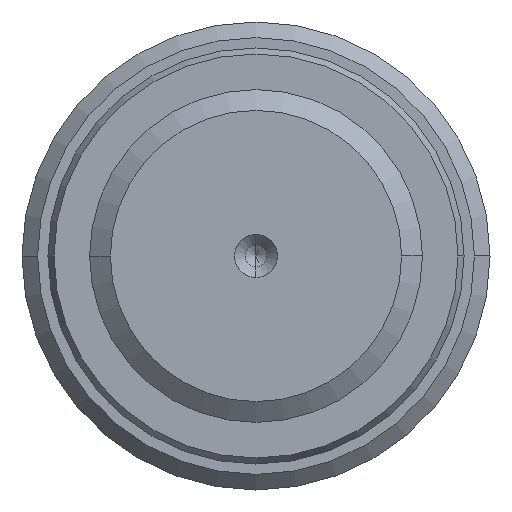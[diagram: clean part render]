
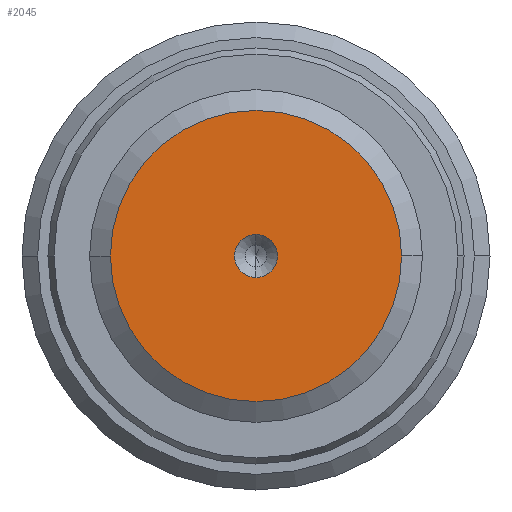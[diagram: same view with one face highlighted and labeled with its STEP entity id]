
A CAD part, left-side view. The second image highlights one B-rep face of the part: STEP entity #2045.
In plain terms, the highlighted planar face has unit normal (-1, 0, 0).
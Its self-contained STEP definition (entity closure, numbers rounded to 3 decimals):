
#4 = CARTESIAN_POINT ( 'NONE',  ( 0., 0., 0. ) ) ;
#23 = FACE_OUTER_BOUND ( 'NONE', #63, .T. ) ;
#50 = CIRCLE ( 'NONE', #1407, 14. ) ;
#63 = EDGE_LOOP ( 'NONE', ( #2161, #109 ) ) ;
#109 = ORIENTED_EDGE ( 'NONE', *, *, #2112, .T. ) ;
#160 = AXIS2_PLACEMENT_3D ( 'NONE', #1650, #2004, #659 ) ;
#191 = CARTESIAN_POINT ( 'NONE',  ( 0., 0., 0. ) ) ;
#357 = CARTESIAN_POINT ( 'NONE',  ( 0., 0., 0. ) ) ;
#486 = VERTEX_POINT ( 'NONE', #2235 ) ;
#562 = DIRECTION ( 'NONE',  ( 1., 0., 0. ) ) ;
#588 = AXIS2_PLACEMENT_3D ( 'NONE', #610, #562, #2328 ) ;
#610 = CARTESIAN_POINT ( 'NONE',  ( 0., 0., 0. ) ) ;
#659 = DIRECTION ( 'NONE',  ( 0., -1., 0. ) ) ;
#747 = DIRECTION ( 'NONE',  ( 0., -1., 0. ) ) ;
#872 = VERTEX_POINT ( 'NONE', #1430 ) ;
#908 = DIRECTION ( 'NONE',  ( -1., 0., 0. ) ) ;
#919 = DIRECTION ( 'NONE',  ( -1., 0., 0. ) ) ;
#1026 = AXIS2_PLACEMENT_3D ( 'NONE', #4, #908, #747 ) ;
#1153 = ORIENTED_EDGE ( 'NONE', *, *, #1244, .T. ) ;
#1161 = DIRECTION ( 'NONE',  ( 0., -1., 0. ) ) ;
#1244 = EDGE_CURVE ( 'NONE', #486, #1799, #1702, .T. ) ;
#1274 = EDGE_CURVE ( 'NONE', #1799, #486, #1898, .T. ) ;
#1407 = AXIS2_PLACEMENT_3D ( 'NONE', #357, #919, #1678 ) ;
#1430 = CARTESIAN_POINT ( 'NONE',  ( 0., 14., 0. ) ) ;
#1650 = CARTESIAN_POINT ( 'NONE',  ( 0., 0., 0. ) ) ;
#1678 = DIRECTION ( 'NONE',  ( 0., -1., 0. ) ) ;
#1702 = CIRCLE ( 'NONE', #2340, 2.075 ) ;
#1720 = PLANE ( 'NONE',  #1026 ) ;
#1764 = EDGE_LOOP ( 'NONE', ( #1153, #2347 ) ) ;
#1799 = VERTEX_POINT ( 'NONE', #2321 ) ;
#1886 = CARTESIAN_POINT ( 'NONE',  ( 0., -14., 0. ) ) ;
#1898 = CIRCLE ( 'NONE', #588, 2.075 ) ;
#1909 = EDGE_CURVE ( 'NONE', #872, #1989, #2294, .T. ) ;
#1989 = VERTEX_POINT ( 'NONE', #1886 ) ;
#2004 = DIRECTION ( 'NONE',  ( -1., 0., 0. ) ) ;
#2045 = ADVANCED_FACE ( 'NONE', ( #2066, #23 ), #1720, .T. ) ;
#2066 = FACE_BOUND ( 'NONE', #1764, .T. ) ;
#2112 = EDGE_CURVE ( 'NONE', #1989, #872, #50, .T. ) ;
#2115 = DIRECTION ( 'NONE',  ( 1., 0., 0. ) ) ;
#2161 = ORIENTED_EDGE ( 'NONE', *, *, #1909, .T. ) ;
#2235 = CARTESIAN_POINT ( 'NONE',  ( 0., 0., 2.075 ) ) ;
#2294 = CIRCLE ( 'NONE', #160, 14. ) ;
#2321 = CARTESIAN_POINT ( 'NONE',  ( 0., 0., -2.075 ) ) ;
#2328 = DIRECTION ( 'NONE',  ( 0., -1., 0. ) ) ;
#2340 = AXIS2_PLACEMENT_3D ( 'NONE', #191, #2115, #1161 ) ;
#2347 = ORIENTED_EDGE ( 'NONE', *, *, #1274, .T. ) ;
